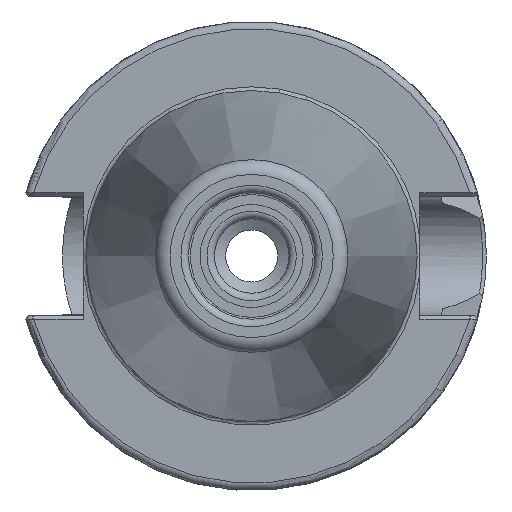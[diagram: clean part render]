
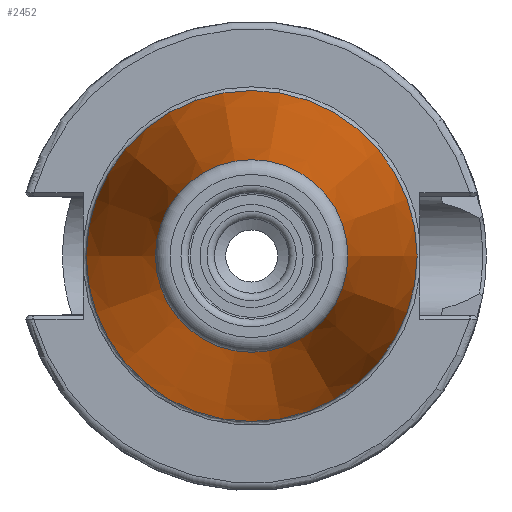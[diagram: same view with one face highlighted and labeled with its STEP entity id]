
A CAD part, left-side view. The second image highlights one B-rep face of the part: STEP entity #2452.
In plain terms, the highlighted conical face has half-angle 8.297 degrees and reference radius 17.581 mm.
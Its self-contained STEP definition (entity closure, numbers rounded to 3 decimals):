
#72=CONICAL_SURFACE('',#2676,17.581,0.145);
#151=LINE('',#4698,#266);
#266=VECTOR('',#3216,17.581);
#481=FACE_OUTER_BOUND('',#620,.T.);
#620=EDGE_LOOP('',(#1941,#1942,#1943,#1944,#1945,#1946,#1947));
#770=CIRCLE('',#2672,12.937);
#771=CIRCLE('',#2673,12.937);
#772=CIRCLE('',#2674,12.937);
#774=CIRCLE('',#2677,22.225);
#775=CIRCLE('',#2678,22.225);
#1033=VERTEX_POINT('',#4686);
#1034=VERTEX_POINT('',#4687);
#1035=VERTEX_POINT('',#4689);
#1036=VERTEX_POINT('',#4694);
#1037=VERTEX_POINT('',#4695);
#1363=EDGE_CURVE('',#1033,#1034,#770,.T.);
#1364=EDGE_CURVE('',#1035,#1033,#771,.T.);
#1365=EDGE_CURVE('',#1034,#1035,#772,.T.);
#1367=EDGE_CURVE('',#1036,#1037,#774,.T.);
#1368=EDGE_CURVE('',#1037,#1036,#775,.T.);
#1369=EDGE_CURVE('',#1037,#1035,#151,.T.);
#1941=ORIENTED_EDGE('',*,*,#1367,.F.);
#1942=ORIENTED_EDGE('',*,*,#1368,.F.);
#1943=ORIENTED_EDGE('',*,*,#1369,.T.);
#1944=ORIENTED_EDGE('',*,*,#1364,.T.);
#1945=ORIENTED_EDGE('',*,*,#1363,.T.);
#1946=ORIENTED_EDGE('',*,*,#1365,.T.);
#1947=ORIENTED_EDGE('',*,*,#1369,.F.);
#2452=ADVANCED_FACE('',(#481),#72,.T.);
#2672=AXIS2_PLACEMENT_3D('',#4688,#3202,#3203);
#2673=AXIS2_PLACEMENT_3D('',#4690,#3204,#3205);
#2674=AXIS2_PLACEMENT_3D('',#4691,#3206,#3207);
#2676=AXIS2_PLACEMENT_3D('',#4693,#3210,#3211);
#2677=AXIS2_PLACEMENT_3D('',#4696,#3212,#3213);
#2678=AXIS2_PLACEMENT_3D('',#4697,#3214,#3215);
#3202=DIRECTION('center_axis',(1.,0.,0.));
#3203=DIRECTION('ref_axis',(0.,0.,-1.));
#3204=DIRECTION('center_axis',(1.,0.,0.));
#3205=DIRECTION('ref_axis',(0.,0.,-1.));
#3206=DIRECTION('center_axis',(1.,0.,0.));
#3207=DIRECTION('ref_axis',(0.,0.,-1.));
#3210=DIRECTION('center_axis',(1.,0.,0.));
#3211=DIRECTION('ref_axis',(0.,1.,0.));
#3212=DIRECTION('center_axis',(1.,0.,0.));
#3213=DIRECTION('ref_axis',(0.,0.,-1.));
#3214=DIRECTION('center_axis',(1.,0.,0.));
#3215=DIRECTION('ref_axis',(0.,0.,-1.));
#3216=DIRECTION('',(-0.99,0.144,0.));
#4686=CARTESIAN_POINT('',(-63.689,12.937,0.));
#4687=CARTESIAN_POINT('',(-63.689,0.,12.937));
#4688=CARTESIAN_POINT('Origin',(-63.689,0.,
0.));
#4689=CARTESIAN_POINT('',(-63.689,-12.937,0.));
#4690=CARTESIAN_POINT('Origin',(-63.689,0.,
0.));
#4691=CARTESIAN_POINT('Origin',(-63.689,0.,
0.));
#4693=CARTESIAN_POINT('Origin',(-31.844,0.,
0.));
#4694=CARTESIAN_POINT('',(0.,22.225,0.));
#4695=CARTESIAN_POINT('',(0.,-22.225,0.));
#4696=CARTESIAN_POINT('Origin',(0.,0.,
0.));
#4697=CARTESIAN_POINT('Origin',(0.,0.,
0.));
#4698=CARTESIAN_POINT('',(-31.844,-17.581,0.));
